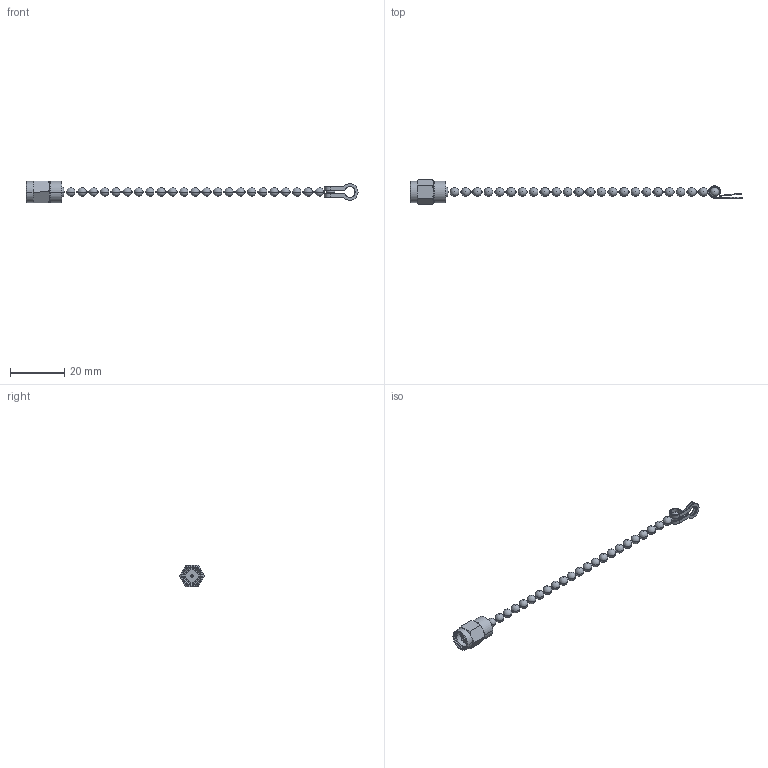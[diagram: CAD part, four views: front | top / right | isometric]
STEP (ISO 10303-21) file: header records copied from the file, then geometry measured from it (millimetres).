
FILE_DESCRIPTION (( 'STEP AP214' ), '1' );
FILE_NAME ('FMTR1173C_3D.step', '2024-02-07T23:37:02', ( '' ), ( '' ), 'SwSTEP 2.0', 'SolidWorks 2022', '' );
FILE_SCHEMA (( 'AUTOMOTIVE_DESIGN' ));
Length unit declared in the file: inch
Products named in the file (5): SMA3980S-0018^FMTR1173C; SMA3980S-0018-8^FMTR1173C; N88NY-3-1^FMTR1173C; FMTR1173C_3D; F3800-4^FMTR1173C
Assembly tree (4 placements, depth 2):
  FMTR1173C_3D
    SMA3980S-0018^FMTR1173C
    SMA3980S-0018-8^FMTR1173C
    F3800-4^FMTR1173C
    N88NY-3-1^FMTR1173C
Bounding box: 122.4 x 9.24 x 8 mm (x, y, z)
Volume: 1012.9 mm3; surface area: 1969.4 mm2
Topology: 4 solids, 4 shells, 235 faces, 660 edges, 389 vertices
Faces by surface type: cylinder 108, sphere 50, cone 43, plane 30, torus 4
Entity records: 6615 total; most frequent: DIRECTION 1277, CARTESIAN_POINT 1111, ORIENTED_EDGE 1014, AXIS2_PLACEMENT_3D 552, EDGE_CURVE 507, CIRCLE 310, VERTEX_POINT 290, EDGE_LOOP 249
